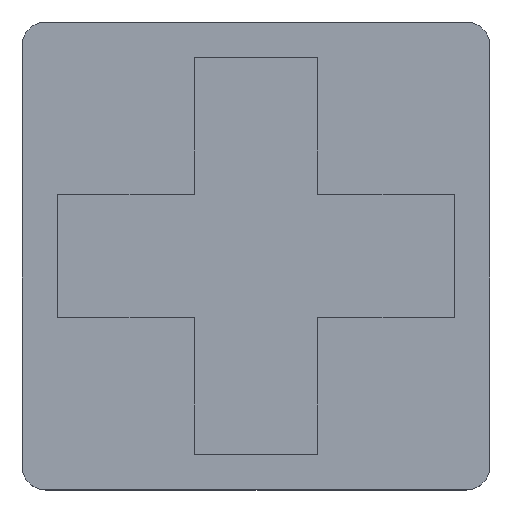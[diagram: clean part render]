
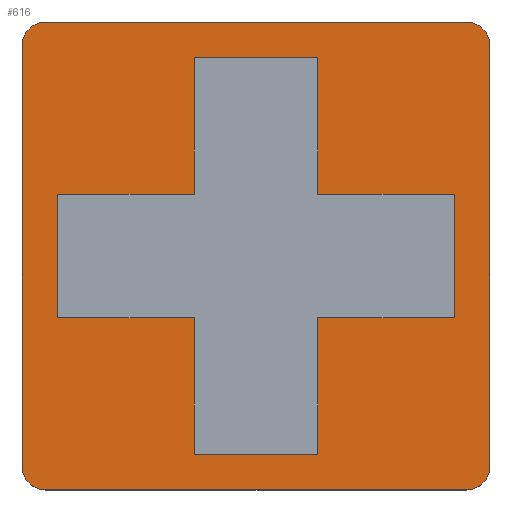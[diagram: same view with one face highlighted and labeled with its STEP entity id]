
A CAD part, top view. The second image highlights one B-rep face of the part: STEP entity #616.
In plain terms, the highlighted planar face has unit normal (0, 0, 1).
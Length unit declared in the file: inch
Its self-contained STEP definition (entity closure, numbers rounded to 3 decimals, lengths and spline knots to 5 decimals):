
#27=FACE_BOUND('',#130,.T.);
#48=CIRCLE('',#686,0.06);
#49=CIRCLE('',#689,0.06);
#50=CIRCLE('',#692,0.06);
#51=CIRCLE('',#695,0.06);
#90=FACE_OUTER_BOUND('',#129,.T.);
#129=EDGE_LOOP('',(#539,#540,#541,#542,#543,#544,#545,#546));
#130=EDGE_LOOP('',(#547,#548,#549,#550,#551,#552,#553,#554,#555,#556,#557,
#558));
#131=LINE('',#882,#191);
#135=LINE('',#890,#195);
#138=LINE('',#896,#198);
#141=LINE('',#902,#201);
#144=LINE('',#908,#204);
#147=LINE('',#914,#207);
#150=LINE('',#920,#210);
#153=LINE('',#926,#213);
#156=LINE('',#932,#216);
#159=LINE('',#938,#219);
#162=LINE('',#944,#222);
#165=LINE('',#949,#225);
#182=LINE('',#1030,#242);
#185=LINE('',#1038,#245);
#188=LINE('',#1046,#248);
#190=LINE('',#1052,#250);
#191=VECTOR('',#702,0.3937);
#195=VECTOR('',#708,0.3937);
#198=VECTOR('',#713,0.3937);
#201=VECTOR('',#718,0.3937);
#204=VECTOR('',#723,0.3937);
#207=VECTOR('',#728,0.3937);
#210=VECTOR('',#733,0.3937);
#213=VECTOR('',#738,0.3937);
#216=VECTOR('',#743,0.3937);
#219=VECTOR('',#748,0.3937);
#222=VECTOR('',#753,0.3937);
#225=VECTOR('',#758,0.3937);
#242=VECTOR('',#849,0.3937);
#245=VECTOR('',#858,0.3937);
#248=VECTOR('',#867,0.3937);
#250=VECTOR('',#875,0.3937);
#251=VERTEX_POINT('',#880);
#252=VERTEX_POINT('',#881);
#255=VERTEX_POINT('',#889);
#257=VERTEX_POINT('',#895);
#259=VERTEX_POINT('',#901);
#261=VERTEX_POINT('',#907);
#263=VERTEX_POINT('',#913);
#265=VERTEX_POINT('',#919);
#267=VERTEX_POINT('',#925);
#269=VERTEX_POINT('',#931);
#271=VERTEX_POINT('',#937);
#273=VERTEX_POINT('',#943);
#299=VERTEX_POINT('',#1022);
#300=VERTEX_POINT('',#1023);
#301=VERTEX_POINT('',#1028);
#302=VERTEX_POINT('',#1032);
#303=VERTEX_POINT('',#1036);
#304=VERTEX_POINT('',#1040);
#305=VERTEX_POINT('',#1044);
#306=VERTEX_POINT('',#1048);
#307=EDGE_CURVE('',#251,#252,#131,.T.);
#311=EDGE_CURVE('',#252,#255,#135,.T.);
#314=EDGE_CURVE('',#255,#257,#138,.T.);
#317=EDGE_CURVE('',#257,#259,#141,.T.);
#320=EDGE_CURVE('',#259,#261,#144,.T.);
#323=EDGE_CURVE('',#261,#263,#147,.T.);
#326=EDGE_CURVE('',#263,#265,#150,.T.);
#329=EDGE_CURVE('',#265,#267,#153,.T.);
#332=EDGE_CURVE('',#267,#269,#156,.T.);
#335=EDGE_CURVE('',#269,#271,#159,.T.);
#338=EDGE_CURVE('',#271,#273,#162,.T.);
#341=EDGE_CURVE('',#273,#251,#165,.T.);
#375=EDGE_CURVE('',#299,#300,#48,.T.);
#379=EDGE_CURVE('',#299,#301,#182,.T.);
#380=EDGE_CURVE('',#302,#301,#49,.T.);
#383=EDGE_CURVE('',#302,#303,#185,.T.);
#384=EDGE_CURVE('',#304,#303,#50,.T.);
#387=EDGE_CURVE('',#304,#305,#188,.T.);
#388=EDGE_CURVE('',#306,#305,#51,.T.);
#390=EDGE_CURVE('',#306,#300,#190,.T.);
#539=ORIENTED_EDGE('',*,*,#375,.F.);
#540=ORIENTED_EDGE('',*,*,#379,.T.);
#541=ORIENTED_EDGE('',*,*,#380,.F.);
#542=ORIENTED_EDGE('',*,*,#383,.T.);
#543=ORIENTED_EDGE('',*,*,#384,.F.);
#544=ORIENTED_EDGE('',*,*,#387,.T.);
#545=ORIENTED_EDGE('',*,*,#388,.F.);
#546=ORIENTED_EDGE('',*,*,#390,.T.);
#547=ORIENTED_EDGE('',*,*,#307,.T.);
#548=ORIENTED_EDGE('',*,*,#311,.T.);
#549=ORIENTED_EDGE('',*,*,#314,.T.);
#550=ORIENTED_EDGE('',*,*,#317,.T.);
#551=ORIENTED_EDGE('',*,*,#320,.T.);
#552=ORIENTED_EDGE('',*,*,#323,.T.);
#553=ORIENTED_EDGE('',*,*,#326,.T.);
#554=ORIENTED_EDGE('',*,*,#329,.T.);
#555=ORIENTED_EDGE('',*,*,#332,.T.);
#556=ORIENTED_EDGE('',*,*,#335,.T.);
#557=ORIENTED_EDGE('',*,*,#338,.T.);
#558=ORIENTED_EDGE('',*,*,#341,.T.);
#581=PLANE('',#697);
#616=ADVANCED_FACE('',(#90,#27),#581,.T.);
#686=AXIS2_PLACEMENT_3D('',#1024,#842,#843);
#689=AXIS2_PLACEMENT_3D('',#1033,#852,#853);
#692=AXIS2_PLACEMENT_3D('',#1041,#861,#862);
#695=AXIS2_PLACEMENT_3D('',#1049,#870,#871);
#697=AXIS2_PLACEMENT_3D('',#1053,#876,#877);
#702=DIRECTION('',(-1.,0.,0.));
#708=DIRECTION('',(0.,1.,0.));
#713=DIRECTION('',(-1.,0.,0.));
#718=DIRECTION('',(0.,1.,0.));
#723=DIRECTION('',(1.,0.,0.));
#728=DIRECTION('',(0.,1.,0.));
#733=DIRECTION('',(1.,0.,0.));
#738=DIRECTION('',(0.,-1.,0.));
#743=DIRECTION('',(1.,0.,0.));
#748=DIRECTION('',(0.,-1.,0.));
#753=DIRECTION('',(-1.,0.,0.));
#758=DIRECTION('',(0.,-1.,0.));
#842=DIRECTION('center_axis',(0.,0.,-1.));
#843=DIRECTION('ref_axis',(-0.707,-0.707,0.));
#849=DIRECTION('',(1.,0.,0.));
#852=DIRECTION('center_axis',(0.,0.,-1.));
#853=DIRECTION('ref_axis',(0.707,-0.707,0.));
#858=DIRECTION('',(0.,1.,0.));
#861=DIRECTION('center_axis',(0.,0.,-1.));
#862=DIRECTION('ref_axis',(0.707,0.707,0.));
#867=DIRECTION('',(-1.,0.,0.));
#870=DIRECTION('center_axis',(0.,0.,-1.));
#871=DIRECTION('ref_axis',(-0.707,0.707,0.));
#875=DIRECTION('',(0.,-1.,0.));
#876=DIRECTION('center_axis',(0.,0.,1.));
#877=DIRECTION('ref_axis',(1.,0.,0.));
#880=CARTESIAN_POINT('',(0.15625,-0.5,0.06));
#881=CARTESIAN_POINT('',(-0.15625,-0.5,0.06));
#882=CARTESIAN_POINT('',(-0.07813,-0.5,0.06));
#889=CARTESIAN_POINT('',(-0.15625,-0.15625,0.06));
#890=CARTESIAN_POINT('',(-0.15625,-0.07813,0.06));
#895=CARTESIAN_POINT('',(-0.5,-0.15625,0.06));
#896=CARTESIAN_POINT('',(-0.25,-0.15625,0.06));
#901=CARTESIAN_POINT('',(-0.5,0.15625,0.06));
#902=CARTESIAN_POINT('',(-0.5,0.07813,0.06));
#907=CARTESIAN_POINT('',(-0.15625,0.15625,0.06));
#908=CARTESIAN_POINT('',(-0.07813,0.15625,0.06));
#913=CARTESIAN_POINT('',(-0.15625,0.5,0.06));
#914=CARTESIAN_POINT('',(-0.15625,0.25,0.06));
#919=CARTESIAN_POINT('',(0.15625,0.5,0.06));
#920=CARTESIAN_POINT('',(0.07813,0.5,0.06));
#925=CARTESIAN_POINT('',(0.15625,0.15625,0.06));
#926=CARTESIAN_POINT('',(0.15625,0.07813,0.06));
#931=CARTESIAN_POINT('',(0.5,0.15625,0.06));
#932=CARTESIAN_POINT('',(0.25,0.15625,0.06));
#937=CARTESIAN_POINT('',(0.5,-0.15625,0.06));
#938=CARTESIAN_POINT('',(0.5,-0.07813,0.06));
#943=CARTESIAN_POINT('',(0.15625,-0.15625,0.06));
#944=CARTESIAN_POINT('',(0.07813,-0.15625,0.06));
#949=CARTESIAN_POINT('',(0.15625,-0.25,0.06));
#1022=CARTESIAN_POINT('',(-0.53055,-0.59055,0.06));
#1023=CARTESIAN_POINT('',(-0.59055,-0.53055,0.06));
#1024=CARTESIAN_POINT('Origin',(-0.53055,-0.53055,0.06));
#1028=CARTESIAN_POINT('',(0.53055,-0.59055,0.06));
#1030=CARTESIAN_POINT('',(-0.59055,-0.59055,0.06));
#1032=CARTESIAN_POINT('',(0.59055,-0.53055,0.06));
#1033=CARTESIAN_POINT('Origin',(0.53055,-0.53055,0.06));
#1036=CARTESIAN_POINT('',(0.59055,0.53055,0.06));
#1038=CARTESIAN_POINT('',(0.59055,-0.59055,0.06));
#1040=CARTESIAN_POINT('',(0.53055,0.59055,0.06));
#1041=CARTESIAN_POINT('Origin',(0.53055,0.53055,0.06));
#1044=CARTESIAN_POINT('',(-0.53055,0.59055,0.06));
#1046=CARTESIAN_POINT('',(0.59055,0.59055,0.06));
#1048=CARTESIAN_POINT('',(-0.59055,0.53055,0.06));
#1049=CARTESIAN_POINT('Origin',(-0.53055,0.53055,0.06));
#1052=CARTESIAN_POINT('',(-0.59055,0.59055,0.06));
#1053=CARTESIAN_POINT('Origin',(0.,0.,0.06));
